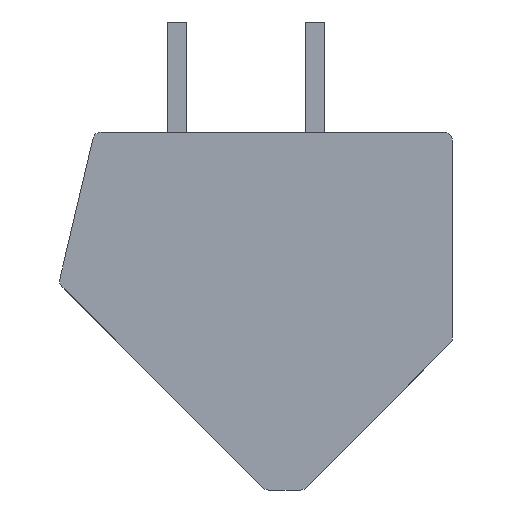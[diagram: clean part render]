
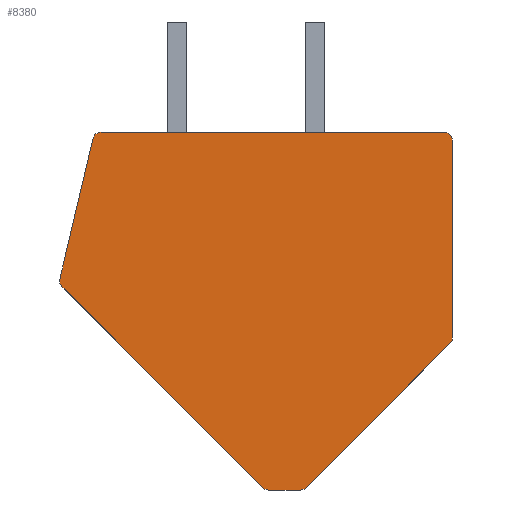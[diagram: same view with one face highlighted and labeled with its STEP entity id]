
A CAD part, front view. The second image highlights one B-rep face of the part: STEP entity #8380.
In plain terms, the highlighted planar face has unit normal (0, -1, 0).
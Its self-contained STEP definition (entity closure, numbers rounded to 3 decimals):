
#1543=CARTESIAN_POINT('',(1.626,-3.54,-6.2));
#1544=DIRECTION('',(0.,-1.,0.));
#1545=DIRECTION('',(0.,0.,-1.));
#1546=AXIS2_PLACEMENT_3D('',#1543,#1544,#1545);
#1548=DIRECTION('',(1.,0.,0.));
#1549=VECTOR('',#1548,1.151);
#1550=CARTESIAN_POINT('',(0.474,-3.54,-6.5));
#1551=LINE('',#1550,#1549);
#1552=CARTESIAN_POINT('',(0.474,-3.54,-6.2));
#1553=DIRECTION('',(0.,-1.,0.));
#1554=DIRECTION('',(-0.707,0.,-0.707));
#1555=AXIS2_PLACEMENT_3D('',#1552,#1553,#1554);
#1557=DIRECTION('',(0.707,0.,-0.707));
#1558=VECTOR('',#1557,10.315);
#1559=CARTESIAN_POINT('',(-7.032,-3.54,0.882));
#1560=LINE('',#1559,#1558);
#1561=CARTESIAN_POINT('',(-6.82,-3.54,1.094));
#1562=DIRECTION('',(0.,-1.,0.));
#1563=DIRECTION('',(-0.973,0.,0.23));
#1564=AXIS2_PLACEMENT_3D('',#1561,#1562,#1563);
#1566=DIRECTION('',(-0.23,0.,-0.973));
#1567=VECTOR('',#1566,5.247);
#1568=CARTESIAN_POINT('',(-5.905,-3.54,6.269));
#1569=LINE('',#1568,#1567);
#1570=CARTESIAN_POINT('',(-5.613,-3.54,6.2));
#1571=DIRECTION('',(0.,-1.,0.));
#1572=DIRECTION('',(0.,0.,1.));
#1573=AXIS2_PLACEMENT_3D('',#1570,#1571,#1572);
#1575=DIRECTION('',(-1.,0.,0.));
#1576=VECTOR('',#1575,12.463);
#1577=CARTESIAN_POINT('',(6.85,-3.54,6.5));
#1578=LINE('',#1577,#1576);
#1579=CARTESIAN_POINT('',(6.85,-3.54,6.2));
#1580=DIRECTION('',(0.,-1.,0.));
#1581=DIRECTION('',(1.,0.,0.));
#1582=AXIS2_PLACEMENT_3D('',#1579,#1580,#1581);
#1584=DIRECTION('',(0.,0.,1.));
#1585=VECTOR('',#1584,7.176);
#1586=CARTESIAN_POINT('',(7.15,-3.54,-0.976));
#1587=LINE('',#1586,#1585);
#1588=CARTESIAN_POINT('',(6.85,-3.54,-0.976));
#1589=DIRECTION('',(0.,-1.,0.));
#1590=DIRECTION('',(0.707,0.,-0.707));
#1591=AXIS2_PLACEMENT_3D('',#1588,#1589,#1590);
#1593=DIRECTION('',(0.707,0.,0.707));
#1594=VECTOR('',#1593,7.388);
#1595=CARTESIAN_POINT('',(1.838,-3.54,-6.412));
#1596=LINE('',#1595,#1594);
#5509=CARTESIAN_POINT('',(1.626,-3.54,-6.5));
#5510=CARTESIAN_POINT('',(1.838,-3.54,-6.412));
#5511=VERTEX_POINT('',#5509);
#5512=VERTEX_POINT('',#5510);
#5513=CARTESIAN_POINT('',(7.062,-3.54,-1.188));
#5514=VERTEX_POINT('',#5513);
#5515=CARTESIAN_POINT('',(7.15,-3.54,-0.976));
#5516=VERTEX_POINT('',#5515);
#5517=CARTESIAN_POINT('',(7.15,-3.54,6.2));
#5518=VERTEX_POINT('',#5517);
#5519=CARTESIAN_POINT('',(6.85,-3.54,6.5));
#5520=VERTEX_POINT('',#5519);
#5521=CARTESIAN_POINT('',(-5.613,-3.54,6.5));
#5522=VERTEX_POINT('',#5521);
#5523=CARTESIAN_POINT('',(-5.905,-3.54,6.269));
#5524=VERTEX_POINT('',#5523);
#5525=CARTESIAN_POINT('',(-7.112,-3.54,1.163));
#5526=VERTEX_POINT('',#5525);
#5527=CARTESIAN_POINT('',(-7.032,-3.54,0.882));
#5528=VERTEX_POINT('',#5527);
#5529=CARTESIAN_POINT('',(0.262,-3.54,-6.412));
#5530=VERTEX_POINT('',#5529);
#5531=CARTESIAN_POINT('',(0.474,-3.54,-6.5));
#5532=VERTEX_POINT('',#5531);
#8361=CARTESIAN_POINT('',(0.,-3.54,0.));
#8362=DIRECTION('',(0.,-1.,0.));
#8363=DIRECTION('',(-1.,0.,0.));
#8364=AXIS2_PLACEMENT_3D('',#8361,#8362,#8363);
#8365=PLANE('',#8364);
#8366=ORIENTED_EDGE('',*,*,#7300,.F.);
#8367=ORIENTED_EDGE('',*,*,#7315,.F.);
#8368=ORIENTED_EDGE('',*,*,#7329,.F.);
#8369=ORIENTED_EDGE('',*,*,#7343,.F.);
#8370=ORIENTED_EDGE('',*,*,#7717,.F.);
#8371=ORIENTED_EDGE('',*,*,#7731,.F.);
#8372=ORIENTED_EDGE('',*,*,#7745,.F.);
#8373=ORIENTED_EDGE('',*,*,#7759,.F.);
#8374=ORIENTED_EDGE('',*,*,#8133,.F.);
#8375=ORIENTED_EDGE('',*,*,#8147,.F.);
#8376=ORIENTED_EDGE('',*,*,#8161,.F.);
#8377=ORIENTED_EDGE('',*,*,#8174,.F.);
#8378=EDGE_LOOP('',(#8366,#8367,#8368,#8369,#8370,#8371,#8372,#8373,#8374,#8375,
#8376,#8377));
#8379=FACE_OUTER_BOUND('',#8378,.F.);
#8380=ADVANCED_FACE('',(#8379),#8365,.T.);
#1547=CIRCLE('',#1546,0.3);
#1556=CIRCLE('',#1555,0.3);
#1565=CIRCLE('',#1564,0.3);
#1574=CIRCLE('',#1573,0.3);
#1583=CIRCLE('',#1582,0.3);
#1592=CIRCLE('',#1591,0.3);
#7300=EDGE_CURVE('',#5511,#5512,#1547,.T.);
#7315=EDGE_CURVE('',#5532,#5511,#1551,.T.);
#7329=EDGE_CURVE('',#5530,#5532,#1556,.T.);
#7343=EDGE_CURVE('',#5528,#5530,#1560,.T.);
#7717=EDGE_CURVE('',#5526,#5528,#1565,.T.);
#7731=EDGE_CURVE('',#5524,#5526,#1569,.T.);
#7745=EDGE_CURVE('',#5522,#5524,#1574,.T.);
#7759=EDGE_CURVE('',#5520,#5522,#1578,.T.);
#8133=EDGE_CURVE('',#5518,#5520,#1583,.T.);
#8147=EDGE_CURVE('',#5516,#5518,#1587,.T.);
#8161=EDGE_CURVE('',#5514,#5516,#1592,.T.);
#8174=EDGE_CURVE('',#5512,#5514,#1596,.T.);
